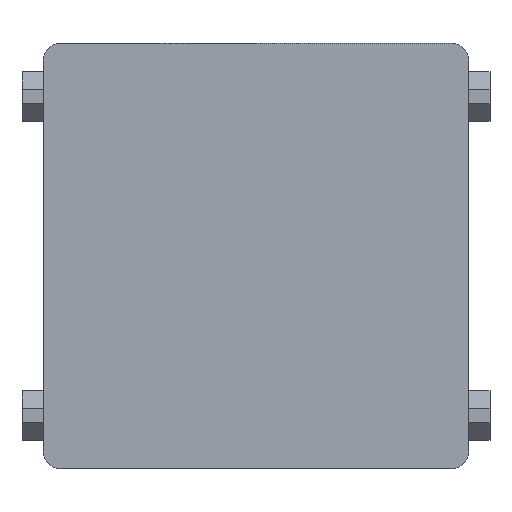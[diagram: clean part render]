
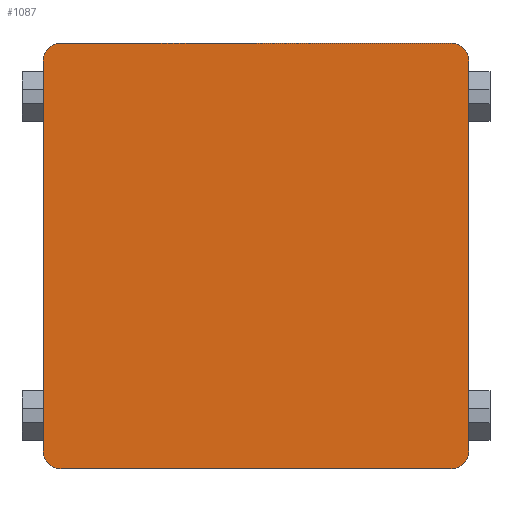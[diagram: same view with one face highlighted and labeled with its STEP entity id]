
A CAD part, front view. The second image highlights one B-rep face of the part: STEP entity #1087.
In plain terms, the highlighted planar face has unit normal (0, -1, 0).
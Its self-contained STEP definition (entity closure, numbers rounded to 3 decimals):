
#59=FACE_OUTER_BOUND('',#127,.T.);
#127=EDGE_LOOP('',(#732,#733,#734,#735,#736,#737,#738,#739));
#210=LINE('',#1617,#324);
#211=LINE('',#1621,#325);
#212=LINE('',#1625,#326);
#213=LINE('',#1628,#327);
#324=VECTOR('',#1287,10.);
#325=VECTOR('',#1290,10.);
#326=VECTOR('',#1293,10.);
#327=VECTOR('',#1296,10.);
#438=CIRCLE('',#1175,0.25);
#439=CIRCLE('',#1176,0.25);
#440=CIRCLE('',#1177,0.25);
#441=CIRCLE('',#1178,0.25);
#477=VERTEX_POINT('',#1613);
#478=VERTEX_POINT('',#1614);
#479=VERTEX_POINT('',#1616);
#480=VERTEX_POINT('',#1618);
#481=VERTEX_POINT('',#1620);
#482=VERTEX_POINT('',#1622);
#483=VERTEX_POINT('',#1624);
#484=VERTEX_POINT('',#1626);
#579=EDGE_CURVE('',#477,#478,#438,.T.);
#580=EDGE_CURVE('',#479,#477,#210,.T.);
#581=EDGE_CURVE('',#480,#479,#439,.T.);
#582=EDGE_CURVE('',#481,#480,#211,.T.);
#583=EDGE_CURVE('',#482,#481,#440,.T.);
#584=EDGE_CURVE('',#483,#482,#212,.T.);
#585=EDGE_CURVE('',#484,#483,#441,.T.);
#586=EDGE_CURVE('',#478,#484,#213,.T.);
#732=ORIENTED_EDGE('',*,*,#579,.F.);
#733=ORIENTED_EDGE('',*,*,#580,.F.);
#734=ORIENTED_EDGE('',*,*,#581,.F.);
#735=ORIENTED_EDGE('',*,*,#582,.F.);
#736=ORIENTED_EDGE('',*,*,#583,.F.);
#737=ORIENTED_EDGE('',*,*,#584,.F.);
#738=ORIENTED_EDGE('',*,*,#585,.F.);
#739=ORIENTED_EDGE('',*,*,#586,.F.);
#1038=PLANE('',#1174);
#1087=ADVANCED_FACE('',(#59),#1038,.F.);
#1174=AXIS2_PLACEMENT_3D('',#1612,#1283,#1284);
#1175=AXIS2_PLACEMENT_3D('',#1615,#1285,#1286);
#1176=AXIS2_PLACEMENT_3D('',#1619,#1288,#1289);
#1177=AXIS2_PLACEMENT_3D('',#1623,#1291,#1292);
#1178=AXIS2_PLACEMENT_3D('',#1627,#1294,#1295);
#1283=DIRECTION('center_axis',(0.,1.,0.));
#1284=DIRECTION('ref_axis',(1.,0.,0.));
#1285=DIRECTION('center_axis',(0.,1.,0.));
#1286=DIRECTION('ref_axis',(-0.707,0.,-0.707));
#1287=DIRECTION('',(-1.,0.,0.));
#1288=DIRECTION('center_axis',(0.,1.,0.));
#1289=DIRECTION('ref_axis',(0.707,0.,-0.707));
#1290=DIRECTION('',(0.,0.,-1.));
#1291=DIRECTION('center_axis',(0.,1.,0.));
#1292=DIRECTION('ref_axis',(0.707,0.,0.707));
#1293=DIRECTION('',(1.,0.,0.));
#1294=DIRECTION('center_axis',(0.,1.,0.));
#1295=DIRECTION('ref_axis',(-0.707,0.,0.707));
#1296=DIRECTION('',(0.,0.,1.));
#1612=CARTESIAN_POINT('Origin',(0.957,0.,-1.427));
#1613=CARTESIAN_POINT('',(0.457,0.,-6.677));
#1614=CARTESIAN_POINT('',(0.207,0.,-6.427));
#1615=CARTESIAN_POINT('Origin',(0.457,0.,-6.427));
#1616=CARTESIAN_POINT('',(5.957,0.,-6.677));
#1617=CARTESIAN_POINT('',(6.207,0.,-6.677));
#1618=CARTESIAN_POINT('',(6.207,0.,-6.427));
#1619=CARTESIAN_POINT('Origin',(5.957,0.,-6.427));
#1620=CARTESIAN_POINT('',(6.207,0.,-0.927));
#1621=CARTESIAN_POINT('',(6.207,0.,-0.677));
#1622=CARTESIAN_POINT('',(5.957,0.,-0.677));
#1623=CARTESIAN_POINT('Origin',(5.957,0.,-0.927));
#1624=CARTESIAN_POINT('',(0.457,0.,-0.677));
#1625=CARTESIAN_POINT('',(0.207,0.,-0.677));
#1626=CARTESIAN_POINT('',(0.207,0.,-0.927));
#1627=CARTESIAN_POINT('Origin',(0.457,0.,-0.927));
#1628=CARTESIAN_POINT('',(0.207,0.,-6.677));
